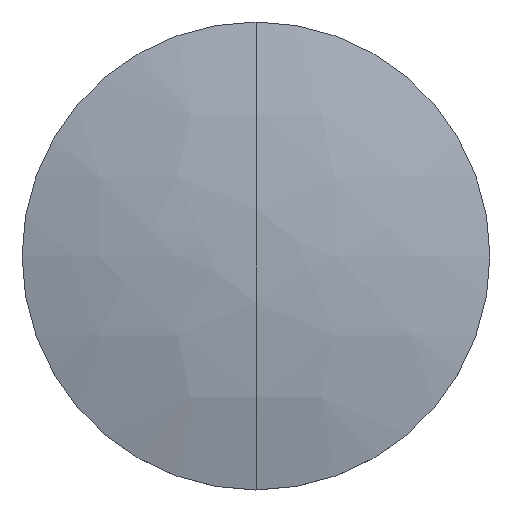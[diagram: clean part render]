
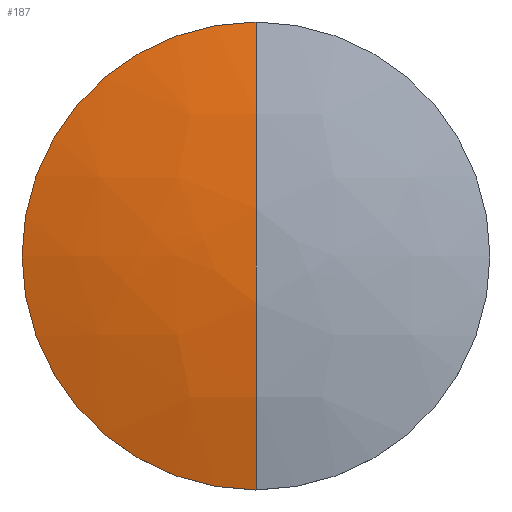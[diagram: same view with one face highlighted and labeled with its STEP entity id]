
A CAD part, top view. The second image highlights one B-rep face of the part: STEP entity #187.
In plain terms, the highlighted free-form (B-spline) face has degree [3, 3] with [4, 4] control points.
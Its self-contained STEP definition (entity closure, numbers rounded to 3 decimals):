
#12 = CARTESIAN_POINT ( 'NONE',  ( 0., -25.4, 6.487 ) ) ;
#13 = CARTESIAN_POINT ( 'NONE',  ( -17.451, -8.791, 10.022 ) ) ;
#19 =( BOUNDED_SURFACE ( )  B_SPLINE_SURFACE ( 3, 3, ( 
 ( #59, #181, #64, #42 ),
 ( #149, #66, #13, #38 ),
 ( #206, #242, #108, #262 ),
 ( #124, #203, #125, #281 ) ),
 .UNSPECIFIED., .F., .F., .F. ) 
 B_SPLINE_SURFACE_WITH_KNOTS ( ( 4, 4 ),
 ( 4, 4 ),
 ( 0., 1. ),
 ( 0., 1. ),
 .UNSPECIFIED. ) 
 GEOMETRIC_REPRESENTATION_ITEM ( )  RATIONAL_B_SPLINE_SURFACE ( (
 ( 1., 0.994, 0.994, 1.),
 ( 0.974, 0.968, 0.968, 0.974),
 ( 0.974, 0.968, 0.968, 0.974),
 ( 1., 0.994, 0.994, 1.) ) ) 
 REPRESENTATION_ITEM ( '' )  SURFACE ( )  );
#26 = EDGE_CURVE ( 'NONE', #219, #274, #164, .T. ) ;
#38 = CARTESIAN_POINT ( 'NONE',  ( -25.885, -8.791, 7.629 ) ) ;
#39 = EDGE_LOOP ( 'NONE', ( #123, #214, #241 ) ) ;
#42 = CARTESIAN_POINT ( 'NONE',  ( -24.566, -25.697, 2.984 ) ) ;
#55 = DIRECTION ( 'NONE',  ( 1., 0., 0. ) ) ;
#59 = CARTESIAN_POINT ( 'NONE',  ( 0., -25.697, 6.402 ) ) ;
#61 = AXIS2_PLACEMENT_3D ( 'NONE', #220, #176, #55 ) ;
#64 = CARTESIAN_POINT ( 'NONE',  ( -16.562, -25.697, 5.255 ) ) ;
#66 = CARTESIAN_POINT ( 'NONE',  ( -8.767, -8.791, 11.231 ) ) ;
#97 = FACE_OUTER_BOUND ( 'NONE', #39, .T. ) ;
#99 = CARTESIAN_POINT ( 'NONE',  ( 0., 0., 6.487 ) ) ;
#108 = CARTESIAN_POINT ( 'NONE',  ( -17.451, 8.791, 10.022 ) ) ;
#109 = CIRCLE ( 'NONE', #61, 25.4 ) ;
#123 = ORIENTED_EDGE ( 'NONE', *, *, #152, .F. ) ;
#124 = CARTESIAN_POINT ( 'NONE',  ( 0., 25.697, 6.402 ) ) ;
#125 = CARTESIAN_POINT ( 'NONE',  ( -16.562, 25.697, 5.255 ) ) ;
#132 = CARTESIAN_POINT ( 'NONE',  ( -25.4, 0., 6.487 ) ) ;
#139 = CIRCLE ( 'NONE', #205, 93.57 ) ;
#149 = CARTESIAN_POINT ( 'NONE',  ( 0., -8.791, 11.231 ) ) ;
#152 = EDGE_CURVE ( 'NONE', #256, #219, #109, .T. ) ;
#164 = CIRCLE ( 'NONE', #263, 25.4 ) ;
#176 = DIRECTION ( 'NONE',  ( 0., 0., -1. ) ) ;
#178 = EDGE_CURVE ( 'NONE', #256, #274, #139, .T. ) ;
#179 = CARTESIAN_POINT ( 'NONE',  ( 0., 25.4, 6.487 ) ) ;
#180 = DIRECTION ( 'NONE',  ( -1., 0., 0. ) ) ;
#181 = CARTESIAN_POINT ( 'NONE',  ( -8.321, -25.697, 6.402 ) ) ;
#183 = DIRECTION ( 'NONE',  ( 0., -1., 0. ) ) ;
#187 = ADVANCED_FACE ( 'NONE', ( #97 ), #19, .T. ) ;
#203 = CARTESIAN_POINT ( 'NONE',  ( -8.321, 25.697, 6.402 ) ) ;
#205 = AXIS2_PLACEMENT_3D ( 'NONE', #264, #180, #183 ) ;
#206 = CARTESIAN_POINT ( 'NONE',  ( 0., 8.791, 11.231 ) ) ;
#212 = DIRECTION ( 'NONE',  ( 0., 0., -1. ) ) ;
#214 = ORIENTED_EDGE ( 'NONE', *, *, #178, .T. ) ;
#219 = VERTEX_POINT ( 'NONE', #132 ) ;
#220 = CARTESIAN_POINT ( 'NONE',  ( 0., 0., 6.487 ) ) ;
#241 = ORIENTED_EDGE ( 'NONE', *, *, #26, .F. ) ;
#242 = CARTESIAN_POINT ( 'NONE',  ( -8.767, 8.791, 11.231 ) ) ;
#256 = VERTEX_POINT ( 'NONE', #12 ) ;
#262 = CARTESIAN_POINT ( 'NONE',  ( -25.885, 8.791, 7.629 ) ) ;
#263 = AXIS2_PLACEMENT_3D ( 'NONE', #99, #212, #294 ) ;
#264 = CARTESIAN_POINT ( 'NONE',  ( 0., 0., -83.57 ) ) ;
#274 = VERTEX_POINT ( 'NONE', #179 ) ;
#281 = CARTESIAN_POINT ( 'NONE',  ( -24.566, 25.697, 2.984 ) ) ;
#294 = DIRECTION ( 'NONE',  ( 1., 0., 0. ) ) ;
